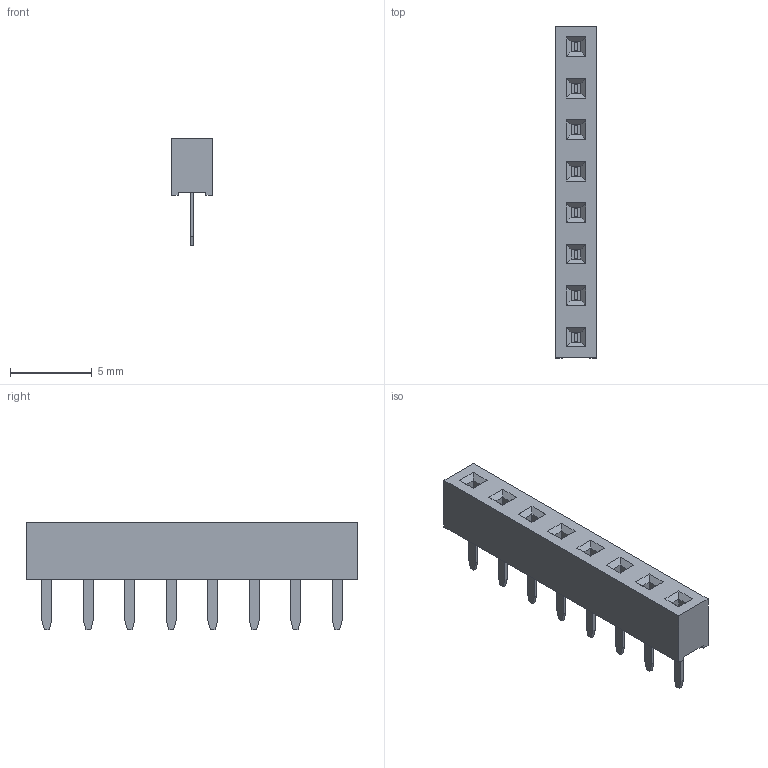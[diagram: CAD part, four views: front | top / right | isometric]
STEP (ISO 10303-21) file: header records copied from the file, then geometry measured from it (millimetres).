
FILE_DESCRIPTION(/* description */ ('model of PinSocket_1x08_P2.54mm_Vertical'),/* implementation_level */ '2;1');
FILE_NAME(/* name */ 'PinSocket_1x08_P2.54mm_Vertical.step',/* time_stamp */ '2019-06-04T21:41:33',/* author */ ('Terje Io','https://github.com/terjeio'),/* organization */ ('FreeCAD'),/* preprocessor_version */ 'OCC',/* originating_system */ 'kicad StepUp',/* authorisation */ '');
FILE_SCHEMA(('AUTOMOTIVE_DESIGN_CC2 { 1 2 10303 214 -1 1 5 4 }'));
Length unit declared in the file: millimetre
Products named in the file (2): ASSEMBLY; PinSocket_1x08_P254mm_Vertical
Assembly tree (1 placements, depth 2):
  ASSEMBLY
    PinSocket_1x08_P254mm_Vertical
Bounding box: 2.54 x 20.32 x 6.6 mm (x, y, z)
Volume: 168.7 mm3; surface area: 362.8 mm2
Topology: 1 solids, 1 shells, 258 faces, 664 edges, 432 vertices
Faces by surface type: plane 258
Entity records: 18021 total; most frequent: CARTESIAN_POINT 2764, DIRECTION 2432, LINE 1912, VECTOR 1912, ORIENTED_EDGE 1328, PCURVE 1328, DEFINITIONAL_REPRESENTATION 1328, EDGE_CURVE 664
